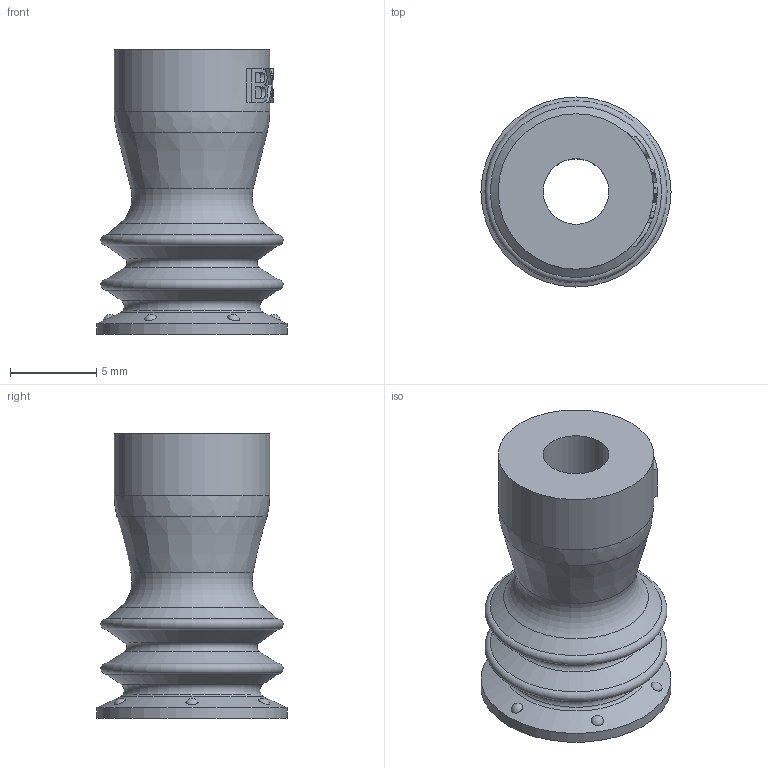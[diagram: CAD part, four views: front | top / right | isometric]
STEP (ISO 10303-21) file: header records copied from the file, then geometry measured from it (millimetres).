
FILE_DESCRIPTION( ( 'Unknown' ), '1' );
FILE_NAME( '0118329.stp', 'Unknown', ( 'Unknown' ), ( 'Unknown' ), 'PSStep 10.0', 'Unknown', ' ' );
FILE_SCHEMA( ( 'automotive_design' ) );
Length unit declared in the file: millimetre
Products named in the file (3): Assem1; 0118329-1; 0118329-2
Bounding box: 11 x 11 x 16.5 mm (x, y, z)
Volume: 1115.8 mm3; surface area: 2175.5 mm2
Topology: 4 solids, 4 shells, 148 faces, 328 edges, 210 vertices
Faces by surface type: plane 40, cylinder 24, extrusion 24, cone 24, torus 22, sphere 12, bspline 2
Full cylindrical faces by diameter (mm): 3.8 x4, 9 x2, 11 x2
Entity records: 2558 total; most frequent: CARTESIAN_POINT 994, DIRECTION 280, ORIENTED_EDGE 240, EDGE_LOOP 120, EDGE_CURVE 120, AXIS2_PLACEMENT_3D 115, VERTEX_POINT 94, FACE_OUTER_BOUND 91
